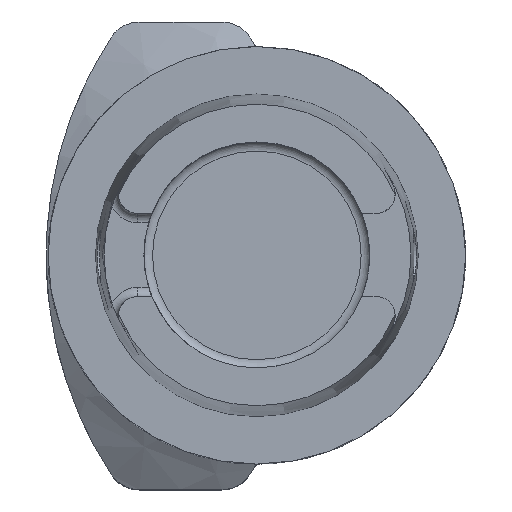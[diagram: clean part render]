
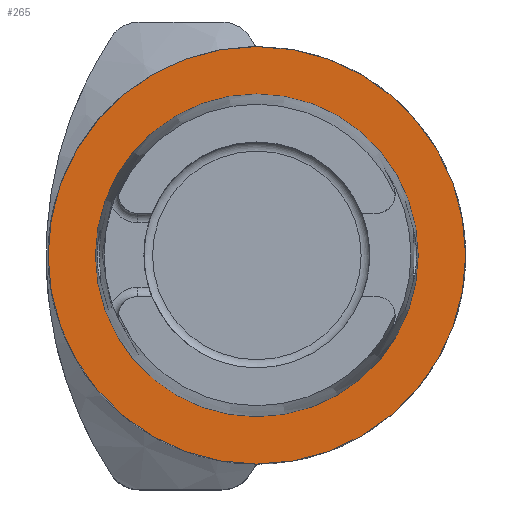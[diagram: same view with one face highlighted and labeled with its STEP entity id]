
A CAD part, top view. The second image highlights one B-rep face of the part: STEP entity #265.
In plain terms, the highlighted planar face has unit normal (0, 0, 1).
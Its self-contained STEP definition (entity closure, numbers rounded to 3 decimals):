
#120=FACE_BOUND('',#531,.T.);
#121=FACE_BOUND('',#532,.T.);
#265=ADVANCED_FACE('',(#120,#121),#369,.F.);
#369=PLANE('',#2132);
#531=EDGE_LOOP('',(#955));
#532=EDGE_LOOP('',(#956));
#683=CIRCLE('',#2100,31.47);
#697=CIRCLE('',#2130,24.321);
#955=ORIENTED_EDGE('',*,*,#1595,.F.);
#956=ORIENTED_EDGE('',*,*,#1659,.T.);
#1391=VERTEX_POINT('',#3338);
#1432=VERTEX_POINT('',#3608);
#1595=EDGE_CURVE('',#1391,#1391,#683,.T.);
#1659=EDGE_CURVE('',#1432,#1432,#697,.T.);
#2100=AXIS2_PLACEMENT_3D('',#3337,#2422,#2423);
#2130=AXIS2_PLACEMENT_3D('',#3607,#2512,#2513);
#2132=AXIS2_PLACEMENT_3D('',#3610,#2516,#2517);
#2422=DIRECTION('',(0.,0.,-1.));
#2423=DIRECTION('',(1.,0.,0.));
#2512=DIRECTION('',(0.,0.,-1.));
#2513=DIRECTION('',(1.,0.,0.));
#2516=DIRECTION('',(0.,0.,-1.));
#2517=DIRECTION('',(1.,0.,0.));
#3337=CARTESIAN_POINT('',(0.,0.,
0.));
#3338=CARTESIAN_POINT('',(31.47,0.,0.));
#3607=CARTESIAN_POINT('',(0.,0.,
0.));
#3608=CARTESIAN_POINT('',(24.321,0.,0.));
#3610=CARTESIAN_POINT('',(0.,-25.43,0.));
